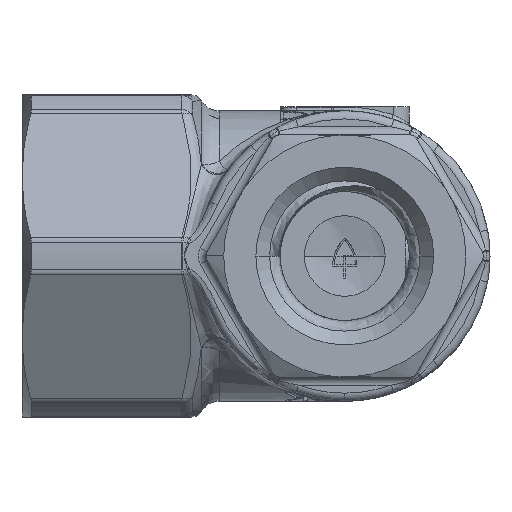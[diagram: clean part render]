
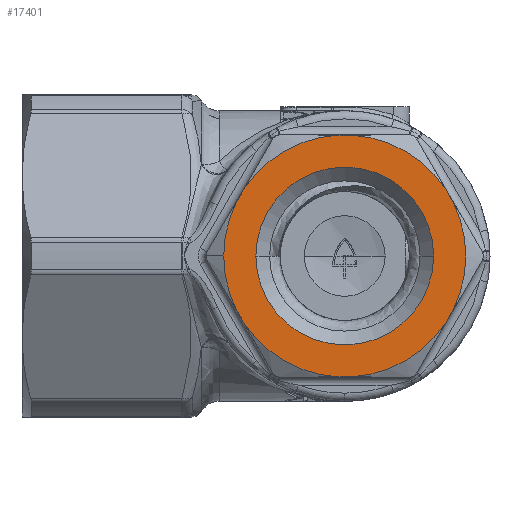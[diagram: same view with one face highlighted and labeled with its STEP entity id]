
A CAD part, front view. The second image highlights one B-rep face of the part: STEP entity #17401.
In plain terms, the highlighted planar face has unit normal (0, -1, 0).
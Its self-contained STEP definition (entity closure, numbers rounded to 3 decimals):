
#1214 = CIRCLE ( 'NONE', #10305, 15. ) ;
#1656 = DIRECTION ( 'NONE',  ( -0.5, 0., -0.866 ) ) ;
#2320 = AXIS2_PLACEMENT_3D ( 'NONE', #24785, #16758, #27904 ) ;
#2480 = AXIS2_PLACEMENT_3D ( 'NONE', #25014, #24889, #8131 ) ;
#3336 = VECTOR ( 'NONE', #3428, 1000. ) ;
#3361 = VERTEX_POINT ( 'NONE', #30027 ) ;
#3428 = DIRECTION ( 'NONE',  ( 0.5, 0., -0.866 ) ) ;
#3482 = CARTESIAN_POINT ( 'NONE',  ( -15., -30., 0. ) ) ;
#3800 = DIRECTION ( 'NONE',  ( 0., 1., 0. ) ) ;
#4206 = EDGE_CURVE ( 'NONE', #28938, #13995, #25485, .T. ) ;
#4269 = EDGE_CURVE ( 'NONE', #22258, #18957, #7202, .T. ) ;
#4432 = DIRECTION ( 'NONE',  ( 1., 0., 0. ) ) ;
#6007 = CARTESIAN_POINT ( 'NONE',  ( -12.475, -30., 8.329 ) ) ;
#6077 = DIRECTION ( 'NONE',  ( -1., 0., 0. ) ) ;
#6129 = CARTESIAN_POINT ( 'NONE',  ( 0.976, -30., -14.968 ) ) ;
#6743 = VECTOR ( 'NONE', #1656, 1000. ) ;
#6953 = CARTESIAN_POINT ( 'NONE',  ( 8.633, -30., -14.984 ) ) ;
#7202 = LINE ( 'NONE', #28027, #13255 ) ;
#7689 = DIRECTION ( 'NONE',  ( -0.5, 0., 0.866 ) ) ;
#7749 = VERTEX_POINT ( 'NONE', #29283 ) ;
#8131 = DIRECTION ( 'NONE',  ( 1., 0., 0. ) ) ;
#8674 = EDGE_CURVE ( 'NONE', #24201, #32868, #1214, .T. ) ;
#8685 = CARTESIAN_POINT ( 'NONE',  ( -0.976, -30., 14.968 ) ) ;
#9375 = EDGE_CURVE ( 'NONE', #16932, #9554, #12779, .T. ) ;
#9554 = VERTEX_POINT ( 'NONE', #16829 ) ;
#10155 = ORIENTED_EDGE ( 'NONE', *, *, #4206, .F. ) ;
#10172 = ORIENTED_EDGE ( 'NONE', *, *, #29965, .F. ) ;
#10305 = AXIS2_PLACEMENT_3D ( 'NONE', #28651, #3800, #22823 ) ;
#10559 = VECTOR ( 'NONE', #7689, 1000. ) ;
#10721 = CARTESIAN_POINT ( 'NONE',  ( -12.475, -30., -8.329 ) ) ;
#10902 = CARTESIAN_POINT ( 'NONE',  ( 13.451, -30., 6.639 ) ) ;
#10983 = DIRECTION ( 'NONE',  ( -1., 0., 0. ) ) ;
#11432 = CARTESIAN_POINT ( 'NONE',  ( -13.451, -30., -6.639 ) ) ;
#11594 = CARTESIAN_POINT ( 'NONE',  ( 8.633, -30., 14.984 ) ) ;
#11657 = CIRCLE ( 'NONE', #34062, 15. ) ;
#12129 = ORIENTED_EDGE ( 'NONE', *, *, #24924, .F. ) ;
#12296 = DIRECTION ( 'NONE',  ( 0., 1., 0. ) ) ;
#12692 = AXIS2_PLACEMENT_3D ( 'NONE', #15019, #20519, #34243 ) ;
#12779 = CIRCLE ( 'NONE', #24376, 11.015 ) ;
#12882 = DIRECTION ( 'NONE',  ( 1., 0., 0. ) ) ;
#13122 = EDGE_CURVE ( 'NONE', #32868, #22876, #33499, .T. ) ;
#13255 = VECTOR ( 'NONE', #19791, 1000. ) ;
#13789 = ORIENTED_EDGE ( 'NONE', *, *, #19714, .F. ) ;
#13959 = EDGE_CURVE ( 'NONE', #18449, #30163, #23660, .T. ) ;
#13995 = VERTEX_POINT ( 'NONE', #10902 ) ;
#14071 = AXIS2_PLACEMENT_3D ( 'NONE', #18872, #21300, #12882 ) ;
#14913 = AXIS2_PLACEMENT_3D ( 'NONE', #28908, #26366, #23563 ) ;
#15019 = CARTESIAN_POINT ( 'NONE',  ( 0., -30., 0. ) ) ;
#15452 = CARTESIAN_POINT ( 'NONE',  ( -17.293, -30., -0.016 ) ) ;
#16074 = CARTESIAN_POINT ( 'NONE',  ( -0.976, -30., -14.968 ) ) ;
#16178 = CARTESIAN_POINT ( 'NONE',  ( -4.303, -30., -22.484 ) ) ;
#16739 = CIRCLE ( 'NONE', #18874, 15. ) ;
#16758 = DIRECTION ( 'NONE',  ( 0., 1., 0. ) ) ;
#16829 = CARTESIAN_POINT ( 'NONE',  ( 11.015, -30., 0. ) ) ;
#16861 = CARTESIAN_POINT ( 'NONE',  ( 0., -30., 0. ) ) ;
#16932 = VERTEX_POINT ( 'NONE', #19106 ) ;
#16937 = ORIENTED_EDGE ( 'NONE', *, *, #25050, .F. ) ;
#17100 = CARTESIAN_POINT ( 'NONE',  ( 0., -30., 0. ) ) ;
#17323 = EDGE_CURVE ( 'NONE', #3361, #28938, #11657, .T. ) ;
#17401 = ADVANCED_FACE ( 'NONE', ( #20803, #19947 ), #19426, .T. ) ;
#18124 = ORIENTED_EDGE ( 'NONE', *, *, #13122, .F. ) ;
#18449 = VERTEX_POINT ( 'NONE', #10721 ) ;
#18872 = CARTESIAN_POINT ( 'NONE',  ( 0., -30., 0. ) ) ;
#18874 = AXIS2_PLACEMENT_3D ( 'NONE', #26616, #21172, #26394 ) ;
#18922 = LINE ( 'NONE', #6953, #6743 ) ;
#18957 = VERTEX_POINT ( 'NONE', #16074 ) ;
#19106 = CARTESIAN_POINT ( 'NONE',  ( -11.015, -30., 0. ) ) ;
#19426 = PLANE ( 'NONE',  #2480 ) ;
#19462 = EDGE_CURVE ( 'NONE', #9554, #16932, #28206, .T. ) ;
#19637 = CIRCLE ( 'NONE', #2320, 15. ) ;
#19714 = EDGE_CURVE ( 'NONE', #33684, #3361, #35546, .T. ) ;
#19791 = DIRECTION ( 'NONE',  ( -1., 0., 0. ) ) ;
#19896 = DIRECTION ( 'NONE',  ( 0., 1., 0. ) ) ;
#19947 = FACE_OUTER_BOUND ( 'NONE', #30970, .T. ) ;
#20013 = CARTESIAN_POINT ( 'NONE',  ( 0., -30., 0. ) ) ;
#20519 = DIRECTION ( 'NONE',  ( 0., 1., 0. ) ) ;
#20803 = FACE_BOUND ( 'NONE', #28024, .T. ) ;
#21172 = DIRECTION ( 'NONE',  ( 0., 1., 0. ) ) ;
#21251 = AXIS2_PLACEMENT_3D ( 'NONE', #17100, #19896, #6077 ) ;
#21300 = DIRECTION ( 'NONE',  ( 0., 1., 0. ) ) ;
#21687 = CIRCLE ( 'NONE', #12692, 15. ) ;
#22235 = ORIENTED_EDGE ( 'NONE', *, *, #19462, .T. ) ;
#22258 = VERTEX_POINT ( 'NONE', #6129 ) ;
#22523 = CARTESIAN_POINT ( 'NONE',  ( -13.451, -30., 6.639 ) ) ;
#22823 = DIRECTION ( 'NONE',  ( -1., 0., 0. ) ) ;
#22876 = VERTEX_POINT ( 'NONE', #6007 ) ;
#23311 = EDGE_CURVE ( 'NONE', #7749, #22258, #31611, .T. ) ;
#23393 = DIRECTION ( 'NONE',  ( 1., 0., 0. ) ) ;
#23517 = ORIENTED_EDGE ( 'NONE', *, *, #17323, .F. ) ;
#23563 = DIRECTION ( 'NONE',  ( -1., 0., 0. ) ) ;
#23660 = LINE ( 'NONE', #16178, #10559 ) ;
#23811 = ORIENTED_EDGE ( 'NONE', *, *, #13959, .F. ) ;
#23975 = CARTESIAN_POINT ( 'NONE',  ( 13.451, -30., -6.639 ) ) ;
#24201 = VERTEX_POINT ( 'NONE', #3482 ) ;
#24376 = AXIS2_PLACEMENT_3D ( 'NONE', #20013, #12296, #23393 ) ;
#24785 = CARTESIAN_POINT ( 'NONE',  ( 0., -30., 0. ) ) ;
#24889 = DIRECTION ( 'NONE',  ( 0., -1., 0. ) ) ;
#24924 = EDGE_CURVE ( 'NONE', #29385, #7749, #18922, .T. ) ;
#25014 = CARTESIAN_POINT ( 'NONE',  ( 15., -30., 0. ) ) ;
#25050 = EDGE_CURVE ( 'NONE', #18957, #18449, #19637, .T. ) ;
#25485 = LINE ( 'NONE', #11594, #3336 ) ;
#25686 = ORIENTED_EDGE ( 'NONE', *, *, #8674, .F. ) ;
#25874 = EDGE_CURVE ( 'NONE', #30163, #24201, #21687, .T. ) ;
#26128 = VECTOR ( 'NONE', #29320, 1000. ) ;
#26366 = DIRECTION ( 'NONE',  ( 0., 1., 0. ) ) ;
#26394 = DIRECTION ( 'NONE',  ( -1., 0., 0. ) ) ;
#26616 = CARTESIAN_POINT ( 'NONE',  ( 0., -30., 0. ) ) ;
#27665 = DIRECTION ( 'NONE',  ( 0., 1., 0. ) ) ;
#27770 = EDGE_CURVE ( 'NONE', #13995, #29385, #16739, .T. ) ;
#27904 = DIRECTION ( 'NONE',  ( -1., 0., 0. ) ) ;
#28024 = EDGE_LOOP ( 'NONE', ( #22235, #29877 ) ) ;
#28027 = CARTESIAN_POINT ( 'NONE',  ( 8.66, -30., -14.968 ) ) ;
#28206 = CIRCLE ( 'NONE', #14071, 11.015 ) ;
#28651 = CARTESIAN_POINT ( 'NONE',  ( 0., -30., 0. ) ) ;
#28908 = CARTESIAN_POINT ( 'NONE',  ( 0., -30., 0. ) ) ;
#28938 = VERTEX_POINT ( 'NONE', #34543 ) ;
#28980 = ORIENTED_EDGE ( 'NONE', *, *, #23311, .F. ) ;
#29125 = ORIENTED_EDGE ( 'NONE', *, *, #27770, .F. ) ;
#29283 = CARTESIAN_POINT ( 'NONE',  ( 12.475, -30., -8.329 ) ) ;
#29320 = DIRECTION ( 'NONE',  ( 0.5, 0., 0.866 ) ) ;
#29385 = VERTEX_POINT ( 'NONE', #23975 ) ;
#29877 = ORIENTED_EDGE ( 'NONE', *, *, #9375, .T. ) ;
#29965 = EDGE_CURVE ( 'NONE', #22876, #33684, #35353, .T. ) ;
#30015 = ORIENTED_EDGE ( 'NONE', *, *, #4269, .F. ) ;
#30027 = CARTESIAN_POINT ( 'NONE',  ( 0.976, -30., 14.968 ) ) ;
#30163 = VERTEX_POINT ( 'NONE', #11432 ) ;
#30970 = EDGE_LOOP ( 'NONE', ( #23517, #13789, #10172, #18124, #25686, #31636, #23811, #16937, #30015, #28980, #12129, #29125, #10155 ) ) ;
#31611 = CIRCLE ( 'NONE', #21251, 15. ) ;
#31636 = ORIENTED_EDGE ( 'NONE', *, *, #25874, .F. ) ;
#31820 = CARTESIAN_POINT ( 'NONE',  ( -8.66, -30., 14.968 ) ) ;
#32868 = VERTEX_POINT ( 'NONE', #22523 ) ;
#33499 = LINE ( 'NONE', #15452, #26128 ) ;
#33684 = VERTEX_POINT ( 'NONE', #8685 ) ;
#33827 = VECTOR ( 'NONE', #4432, 1000. ) ;
#34062 = AXIS2_PLACEMENT_3D ( 'NONE', #16861, #27665, #10983 ) ;
#34243 = DIRECTION ( 'NONE',  ( -1., 0., 0. ) ) ;
#34543 = CARTESIAN_POINT ( 'NONE',  ( 12.475, -30., 8.329 ) ) ;
#35353 = CIRCLE ( 'NONE', #14913, 15. ) ;
#35546 = LINE ( 'NONE', #31820, #33827 ) ;
